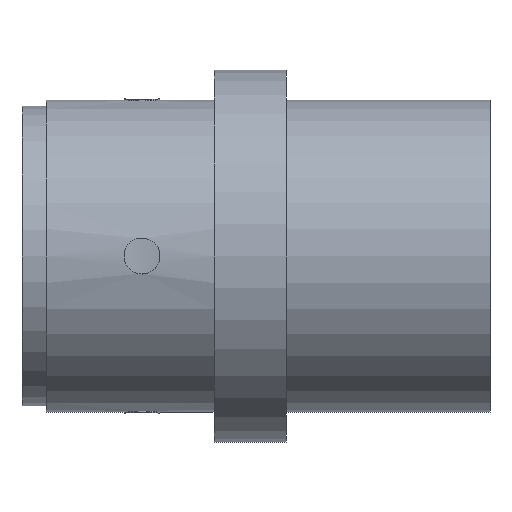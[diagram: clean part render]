
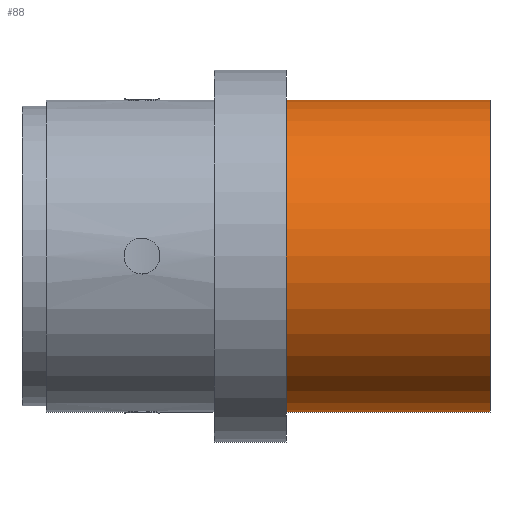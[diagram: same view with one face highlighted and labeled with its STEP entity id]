
A CAD part, front view. The second image highlights one B-rep face of the part: STEP entity #88.
In plain terms, the highlighted cylindrical face has radius 13 mm (diameter 26 mm), a full revolution.
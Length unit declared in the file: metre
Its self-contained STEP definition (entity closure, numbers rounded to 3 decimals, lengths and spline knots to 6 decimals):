
#88=ADVANCED_FACE('',(#197,#198),#199,.T.);
#197=FACE_OUTER_BOUND('',#316,.T.);
#198=FACE_OUTER_BOUND('',#317,.T.);
#199=CYLINDRICAL_SURFACE('',#318,0.013);
#316=EDGE_LOOP('',(#465));
#317=EDGE_LOOP('',(#466));
#318=AXIS2_PLACEMENT_3D('',#467,#468,#469);
#465=ORIENTED_EDGE('',*,*,#554,.F.);
#466=ORIENTED_EDGE('',*,*,#565,.T.);
#467=CARTESIAN_POINT('',(0.039,0.0,0.0));
#468=DIRECTION('',(-1.0,-0.0,-0.0));
#469=DIRECTION('',(0.0,0.0,-1.0));
#554=EDGE_CURVE('',#628,#628,#629,.T.);
#565=EDGE_CURVE('',#644,#644,#645,.T.);
#628=VERTEX_POINT('',#1008);
#629=CIRCLE('',#1009,0.013);
#644=VERTEX_POINT('',#1024);
#645=CIRCLE('',#1025,0.013);
#1008=CARTESIAN_POINT('',(0.039,0.0,-0.013));
#1009=AXIS2_PLACEMENT_3D('',#1126,#1127,#1128);
#1024=CARTESIAN_POINT('',(0.022,0.0,-0.013));
#1025=AXIS2_PLACEMENT_3D('',#1141,#1142,#1143);
#1126=CARTESIAN_POINT('',(0.039,0.0,0.0));
#1127=DIRECTION('',(1.0,0.0,-0.0));
#1128=DIRECTION('',(-0.0,0.0,-1.0));
#1141=CARTESIAN_POINT('',(0.022,0.0,0.0));
#1142=DIRECTION('',(1.0,0.0,-0.0));
#1143=DIRECTION('',(-0.0,0.0,-1.0));
